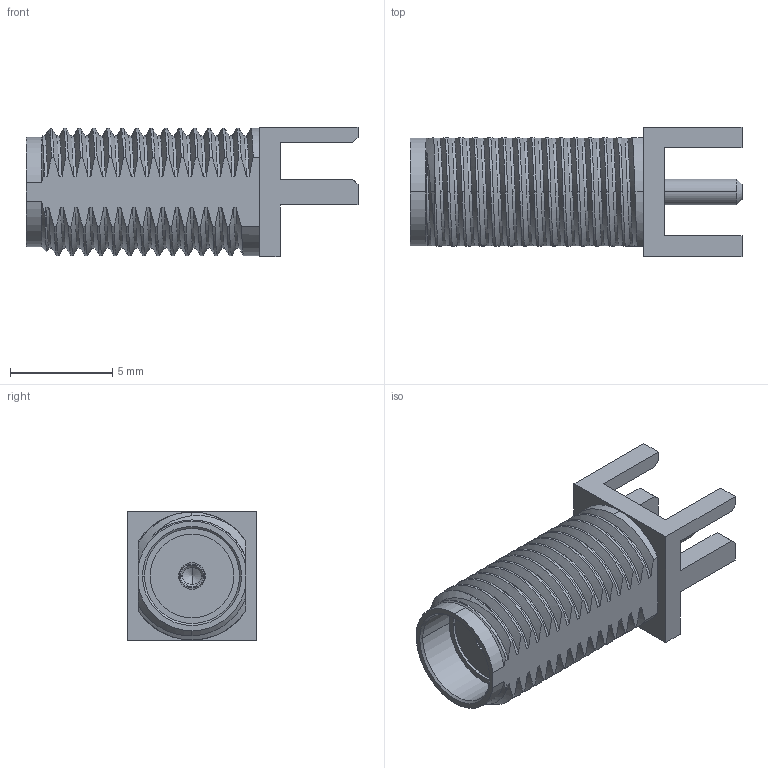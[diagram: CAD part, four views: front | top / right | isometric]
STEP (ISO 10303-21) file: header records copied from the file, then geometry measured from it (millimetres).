
FILE_DESCRIPTION(('STEP AP242'),'1');
FILE_NAME('732512120.stp','2025-09-30T08:00:36',('TraceParts'),('TraceParts S.A.S.'),'Spatial InterOp 3D',' ',' ');
FILE_SCHEMA(('AP242_MANAGED_MODEL_BASED_3D_ENGINEERING_MIM_LF {1 0 10303 442 1 1 4}'));
Length unit declared in the file: millimetre
Products named in the file (1): body1
Bounding box: 16.26 x 6.35 x 6.35 mm (x, y, z)
Volume: 313.8 mm3; surface area: 537.4 mm2
Topology: 1 solids, 1 shells, 249 faces, 715 edges, 473 vertices
Faces by surface type: cylinder 138, bspline 57, plane 40, cone 14
Entity records: 17947 total; most frequent: CARTESIAN_POINT 10494, ORIENTED_EDGE 1426, DIRECTION 823, EDGE_CURVE 713, VERTEX_POINT 473, LINE 289, VECTOR 289, AXIS2_PLACEMENT_3D 267
